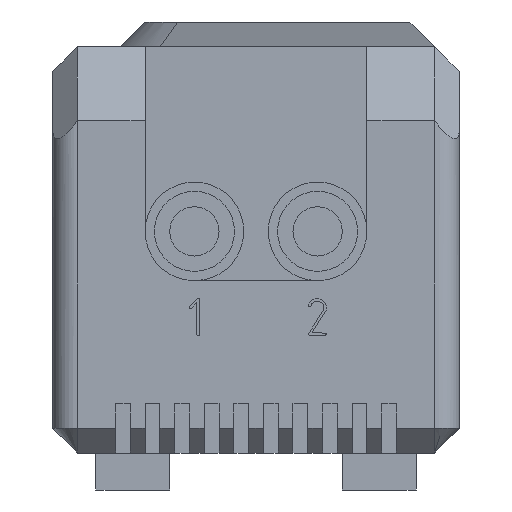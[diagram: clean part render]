
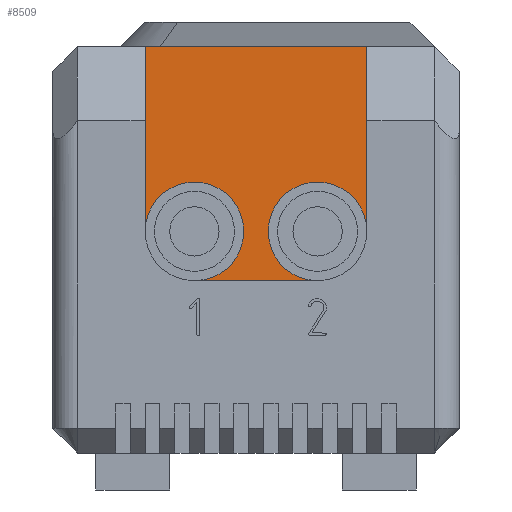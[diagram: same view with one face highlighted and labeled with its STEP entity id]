
A CAD part, front view. The second image highlights one B-rep face of the part: STEP entity #8509.
In plain terms, the highlighted planar face has unit normal (0, -1, 0).
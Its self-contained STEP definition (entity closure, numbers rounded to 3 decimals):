
#173=PLANE('',#9022);
#757=LINE('',#12150,#1894);
#935=LINE('',#12509,#2072);
#936=LINE('',#12510,#2073);
#937=LINE('',#12511,#2074);
#1894=VECTOR('',#9841,18.);
#2072=VECTOR('',#10093,10.);
#2073=VECTOR('',#10094,15.);
#2074=VECTOR('',#10095,15.);
#2907=FACE_OUTER_BOUND('',#3394,.T.);
#3394=EDGE_LOOP('',(#6425,#6426,#6427,#6428,#6429,#6430));
#3784=CIRCLE('',#8898,4.);
#3786=CIRCLE('',#8901,4.);
#3845=VERTEX_POINT('',#11563);
#3846=VERTEX_POINT('',#11565);
#3849=VERTEX_POINT('',#11572);
#3850=VERTEX_POINT('',#11574);
#4096=VERTEX_POINT('',#12147);
#4097=VERTEX_POINT('',#12149);
#4654=EDGE_CURVE('',#3845,#3846,#3784,.T.);
#4658=EDGE_CURVE('',#3849,#3850,#3786,.T.);
#4933=EDGE_CURVE('',#4097,#4096,#757,.T.);
#5111=EDGE_CURVE('',#3845,#3850,#935,.T.);
#5112=EDGE_CURVE('',#3849,#4097,#936,.T.);
#5113=EDGE_CURVE('',#4096,#3846,#937,.T.);
#6425=ORIENTED_EDGE('',*,*,#4654,.F.);
#6426=ORIENTED_EDGE('',*,*,#5111,.T.);
#6427=ORIENTED_EDGE('',*,*,#4658,.F.);
#6428=ORIENTED_EDGE('',*,*,#5112,.T.);
#6429=ORIENTED_EDGE('',*,*,#4933,.T.);
#6430=ORIENTED_EDGE('',*,*,#5113,.T.);
#8509=ADVANCED_FACE('',(#2907),#173,.F.);
#8898=AXIS2_PLACEMENT_3D('',#11566,#9420,#9421);
#8901=AXIS2_PLACEMENT_3D('',#11575,#9428,#9429);
#9022=AXIS2_PLACEMENT_3D('',#12508,#10091,#10092);
#9420=DIRECTION('center_axis',(0.,-1.,0.));
#9421=DIRECTION('ref_axis',(0.,0.,1.));
#9428=DIRECTION('center_axis',(0.,-1.,0.));
#9429=DIRECTION('ref_axis',(0.,0.,1.));
#9841=DIRECTION('',(-1.,0.,0.));
#10091=DIRECTION('center_axis',(0.,1.,0.));
#10092=DIRECTION('ref_axis',(0.,0.,1.));
#10093=DIRECTION('',(1.,0.,0.));
#10094=DIRECTION('',(0.,0.,1.));
#10095=DIRECTION('',(0.,0.,-1.));
#11563=CARTESIAN_POINT('',(11.5,-24.5,14.));
#11565=CARTESIAN_POINT('',(7.5,-24.5,18.));
#11566=CARTESIAN_POINT('Origin',(11.5,-24.5,18.));
#11572=CARTESIAN_POINT('',(25.5,-24.5,18.));
#11574=CARTESIAN_POINT('',(21.5,-24.5,14.));
#11575=CARTESIAN_POINT('Origin',(21.5,-24.5,18.));
#12147=CARTESIAN_POINT('',(7.5,-24.5,33.));
#12149=CARTESIAN_POINT('',(25.5,-24.5,33.));
#12150=CARTESIAN_POINT('',(7.5,-24.5,33.));
#12508=CARTESIAN_POINT('Origin',(11.5,-24.5,18.));
#12509=CARTESIAN_POINT('',(11.5,-24.5,14.));
#12510=CARTESIAN_POINT('',(25.5,-24.5,33.));
#12511=CARTESIAN_POINT('',(7.5,-24.5,33.));
